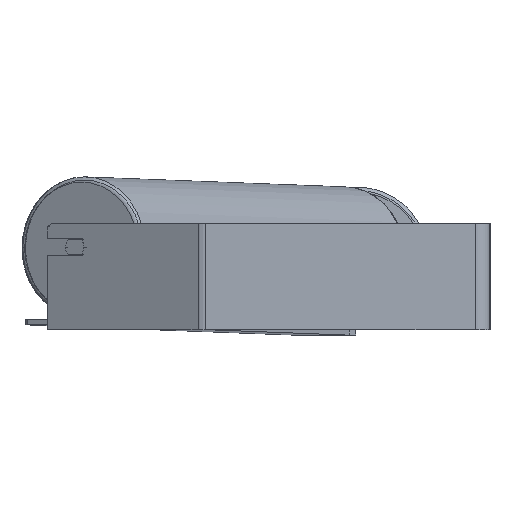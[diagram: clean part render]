
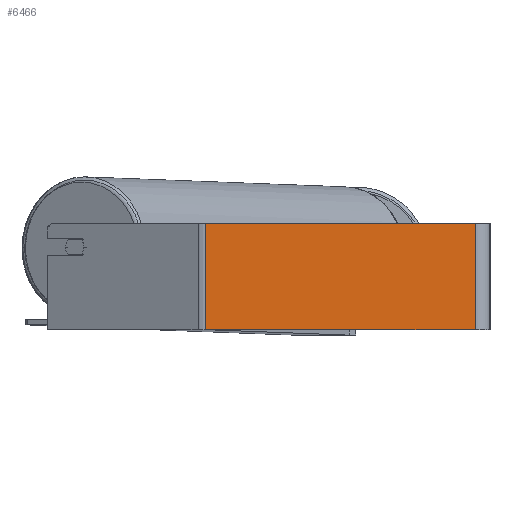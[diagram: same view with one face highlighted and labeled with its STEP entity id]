
A CAD part, left-side view. The second image highlights one B-rep face of the part: STEP entity #6466.
In plain terms, the highlighted planar face has unit normal (-1, 0, 0).
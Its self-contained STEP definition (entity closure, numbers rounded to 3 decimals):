
#57 = CARTESIAN_POINT ( 'NONE',  ( -800., 272.085, -50. ) ) ;
#70 = CARTESIAN_POINT ( 'NONE',  ( -800., 268.334, 50. ) ) ;
#94 = CARTESIAN_POINT ( 'NONE',  ( -800., 14., 50. ) ) ;
#321 = LINE ( 'NONE', #987, #7374 ) ;
#843 = CARTESIAN_POINT ( 'NONE',  ( -800., 272.085, 50. ) ) ;
#871 = LINE ( 'NONE', #57, #6761 ) ;
#892 = DIRECTION ( 'NONE',  ( 0., 0., -1. ) ) ;
#941 = PLANE ( 'NONE',  #2071 ) ;
#987 = CARTESIAN_POINT ( 'NONE',  ( -800., 268.334, 50. ) ) ;
#1244 = VERTEX_POINT ( 'NONE', #70 ) ;
#1555 = DIRECTION ( 'NONE',  ( 0., 0., -1. ) ) ;
#2071 = AXIS2_PLACEMENT_3D ( 'NONE', #843, #7446, #1555 ) ;
#3113 = EDGE_CURVE ( 'NONE', #1244, #4695, #3242, .T. ) ;
#3242 = LINE ( 'NONE', #9019, #3703 ) ;
#3284 = ORIENTED_EDGE ( 'NONE', *, *, #5971, .T. ) ;
#3292 = DIRECTION ( 'NONE',  ( 0., -1., 0. ) ) ;
#3703 = VECTOR ( 'NONE', #3292, 1000. ) ;
#3754 = VECTOR ( 'NONE', #9269, 1000. ) ;
#4695 = VERTEX_POINT ( 'NONE', #94 ) ;
#5486 = ORIENTED_EDGE ( 'NONE', *, *, #3113, .F. ) ;
#5552 = CARTESIAN_POINT ( 'NONE',  ( -800., 268.334, -50. ) ) ;
#5971 = EDGE_CURVE ( 'NONE', #6501, #7364, #871, .T. ) ;
#6111 = FACE_OUTER_BOUND ( 'NONE', #6499, .T. ) ;
#6378 = LINE ( 'NONE', #7420, #3754 ) ;
#6465 = EDGE_CURVE ( 'NONE', #1244, #6501, #321, .T. ) ;
#6466 = ADVANCED_FACE ( 'NONE', ( #6111 ), #941, .F. ) ;
#6499 = EDGE_LOOP ( 'NONE', ( #3284, #6702, #5486, #8665 ) ) ;
#6501 = VERTEX_POINT ( 'NONE', #5552 ) ;
#6702 = ORIENTED_EDGE ( 'NONE', *, *, #9364, .F. ) ;
#6761 = VECTOR ( 'NONE', #7424, 1000. ) ;
#7364 = VERTEX_POINT ( 'NONE', #8322 ) ;
#7374 = VECTOR ( 'NONE', #892, 1000. ) ;
#7420 = CARTESIAN_POINT ( 'NONE',  ( -800., 14., 50. ) ) ;
#7424 = DIRECTION ( 'NONE',  ( 0., -1., 0. ) ) ;
#7446 = DIRECTION ( 'NONE',  ( 1., 0., 0. ) ) ;
#8322 = CARTESIAN_POINT ( 'NONE',  ( -800., 14., -50. ) ) ;
#8665 = ORIENTED_EDGE ( 'NONE', *, *, #6465, .T. ) ;
#9019 = CARTESIAN_POINT ( 'NONE',  ( -800., 272.085, 50. ) ) ;
#9269 = DIRECTION ( 'NONE',  ( 0., 0., -1. ) ) ;
#9364 = EDGE_CURVE ( 'NONE', #4695, #7364, #6378, .T. ) ;
